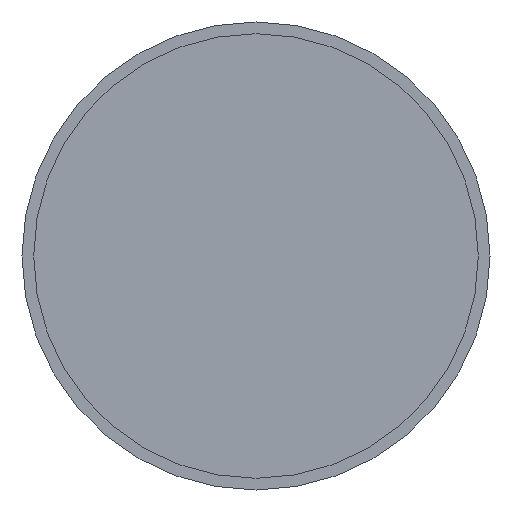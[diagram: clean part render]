
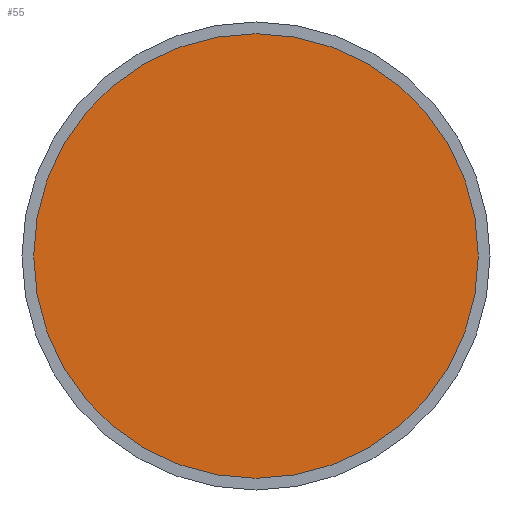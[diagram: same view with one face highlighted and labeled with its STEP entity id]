
A CAD part, front view. The second image highlights one B-rep face of the part: STEP entity #55.
In plain terms, the highlighted planar face has unit normal (0, -1, 0).
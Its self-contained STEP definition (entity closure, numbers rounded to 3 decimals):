
#55 = ADVANCED_FACE( '', ( #127 ), #128, .F. );
#127 = FACE_OUTER_BOUND( '', #225, .T. );
#128 = PLANE( '', #226 );
#225 = EDGE_LOOP( '', ( #360 ) );
#226 = AXIS2_PLACEMENT_3D( '', #361, #362, #363 );
#360 = ORIENTED_EDGE( '', *, *, #518, .T. );
#361 = CARTESIAN_POINT( '', ( 38., 3., 0. ) );
#362 = DIRECTION( '', ( 0., 1., 0. ) );
#363 = DIRECTION( '', ( 0., 0., 1. ) );
#518 = EDGE_CURVE( '', #587, #587, #588, .T. );
#587 = VERTEX_POINT( '', #674 );
#588 = CIRCLE( '', #675, 38. );
#674 = CARTESIAN_POINT( '', ( 0., 3., -38. ) );
#675 = AXIS2_PLACEMENT_3D( '', #769, #770, #771 );
#769 = CARTESIAN_POINT( '', ( 0., 3., 0. ) );
#770 = DIRECTION( '', ( 0., -1., 0. ) );
#771 = DIRECTION( '', ( 0., 0., -1. ) );
